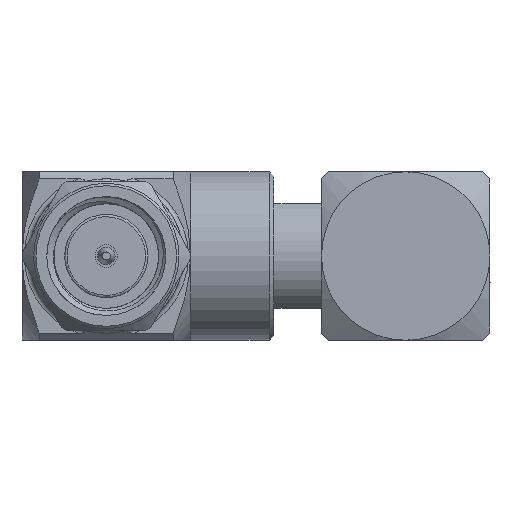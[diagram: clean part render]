
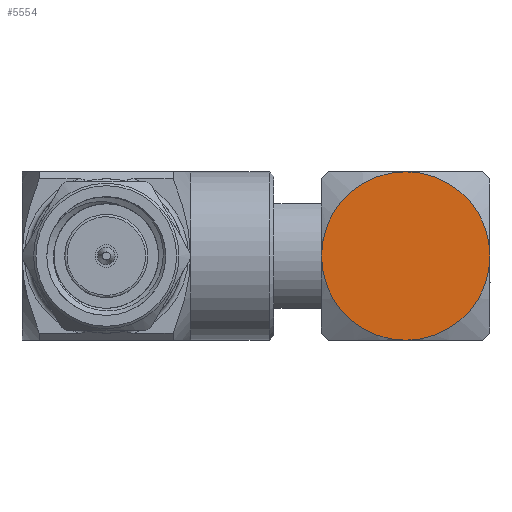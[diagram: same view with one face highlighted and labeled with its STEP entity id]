
A CAD part, left-side view. The second image highlights one B-rep face of the part: STEP entity #5554.
In plain terms, the highlighted planar face has unit normal (-1, 0, 0).
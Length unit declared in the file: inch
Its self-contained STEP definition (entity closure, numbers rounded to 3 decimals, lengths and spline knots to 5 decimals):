
#164 = FACE_OUTER_BOUND ( 'NONE', #5041, .T. ) ;
#481 = CIRCLE ( 'NONE', #6271, 0.17717 ) ;
#709 = DIRECTION ( 'NONE',  ( 0., 0., 1. ) ) ;
#803 = DIRECTION ( 'NONE',  ( 0., 0., 1. ) ) ;
#1636 = EDGE_CURVE ( 'NONE', #3172, #8003, #4812, .T. ) ;
#1667 = DIRECTION ( 'NONE',  ( 0., 0., 1. ) ) ;
#1804 = AXIS2_PLACEMENT_3D ( 'NONE', #7279, #6552, #803 ) ;
#1902 = CARTESIAN_POINT ( 'NONE',  ( 0.55906, -0.62967, -0.17717 ) ) ;
#2486 = ORIENTED_EDGE ( 'NONE', *, *, #8998, .T. ) ;
#2684 = EDGE_CURVE ( 'NONE', #9266, #3755, #5940, .T. ) ;
#2895 = CARTESIAN_POINT ( 'NONE',  ( 0.55906, -0.62967, 0. ) ) ;
#2963 = DIRECTION ( 'NONE',  ( -1., 0., 0. ) ) ;
#3167 = AXIS2_PLACEMENT_3D ( 'NONE', #2895, #9426, #709 ) ;
#3172 = VERTEX_POINT ( 'NONE', #1902 ) ;
#3755 = VERTEX_POINT ( 'NONE', #9081 ) ;
#4156 = DIRECTION ( 'NONE',  ( -1., 0., 0. ) ) ;
#4777 = AXIS2_PLACEMENT_3D ( 'NONE', #6893, #2963, #9345 ) ;
#4812 = CIRCLE ( 'NONE', #3167, 0.17717 ) ;
#4919 = CARTESIAN_POINT ( 'NONE',  ( 0.55906, -0.4525, -0.17717 ) ) ;
#5041 = EDGE_LOOP ( 'NONE', ( #7386, #2486, #5352, #5966 ) ) ;
#5352 = ORIENTED_EDGE ( 'NONE', *, *, #1636, .T. ) ;
#5554 = ADVANCED_FACE ( 'NONE', ( #164 ), #9655, .T. ) ;
#5598 = CARTESIAN_POINT ( 'NONE',  ( 0.55906, -0.62967, 0. ) ) ;
#5940 = CIRCLE ( 'NONE', #1804, 0.17717 ) ;
#5966 = ORIENTED_EDGE ( 'NONE', *, *, #9158, .T. ) ;
#6271 = AXIS2_PLACEMENT_3D ( 'NONE', #5598, #8782, #1667 ) ;
#6544 = CARTESIAN_POINT ( 'NONE',  ( 0.55906, -0.80683, 0. ) ) ;
#6552 = DIRECTION ( 'NONE',  ( -1., 0., 0. ) ) ;
#6893 = CARTESIAN_POINT ( 'NONE',  ( 0.55906, -0.62967, 0. ) ) ;
#7085 = AXIS2_PLACEMENT_3D ( 'NONE', #4919, #4156, #7616 ) ;
#7279 = CARTESIAN_POINT ( 'NONE',  ( 0.55906, -0.62967, 0. ) ) ;
#7386 = ORIENTED_EDGE ( 'NONE', *, *, #2684, .T. ) ;
#7616 = DIRECTION ( 'NONE',  ( 0., 0., 1. ) ) ;
#7727 = CARTESIAN_POINT ( 'NONE',  ( 0.55906, -0.62967, 0.17717 ) ) ;
#8003 = VERTEX_POINT ( 'NONE', #6544 ) ;
#8782 = DIRECTION ( 'NONE',  ( -1., 0., 0. ) ) ;
#8998 = EDGE_CURVE ( 'NONE', #3755, #3172, #481, .T. ) ;
#9081 = CARTESIAN_POINT ( 'NONE',  ( 0.55906, -0.4525, 0. ) ) ;
#9158 = EDGE_CURVE ( 'NONE', #8003, #9266, #9590, .T. ) ;
#9266 = VERTEX_POINT ( 'NONE', #7727 ) ;
#9345 = DIRECTION ( 'NONE',  ( 0., 0., 1. ) ) ;
#9426 = DIRECTION ( 'NONE',  ( -1., 0., 0. ) ) ;
#9590 = CIRCLE ( 'NONE', #4777, 0.17717 ) ;
#9655 = PLANE ( 'NONE',  #7085 ) ;
